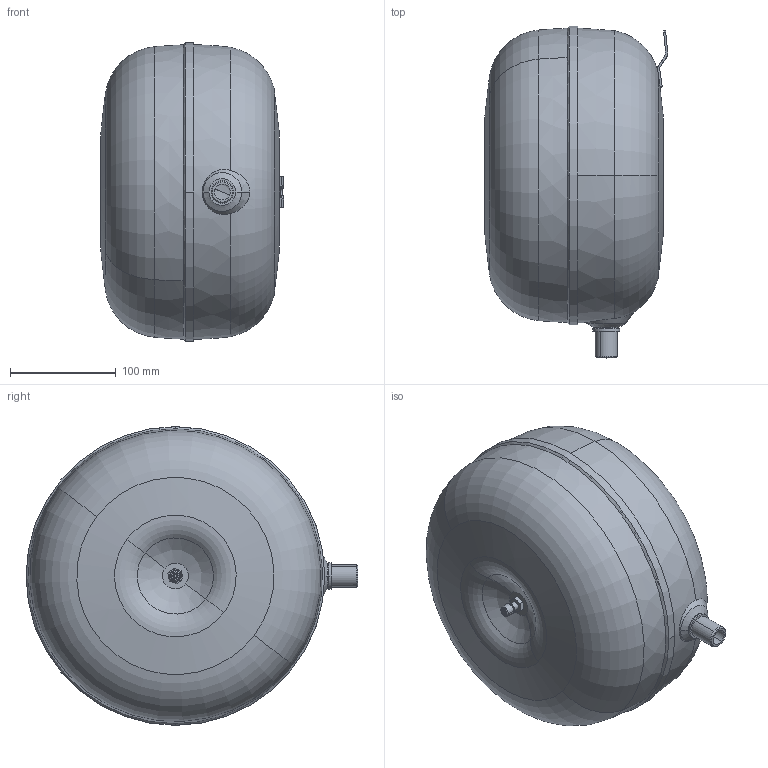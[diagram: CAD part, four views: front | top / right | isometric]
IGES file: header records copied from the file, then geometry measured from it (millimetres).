
Global section: file name: No Iges File Name specified; native system: Autodesk Inventor 2009; preprocessor: AutoDesk Inventor Iges Exporter R2009; author: CADJOBServer; date: 20100202.101834; units: millimetre
Bounding box: 173.13 x 313.6 x 282.2 mm (x, y, z)
Volume: 466396.4 mm3; surface area: 455091.6 mm2
Topology: 1 solids, 4 shells, 240 faces, 609 edges, 394 vertices
Faces by surface type: revolution 58, plane 47, bspline 41, cone 36, torus 32, cylinder 24, sphere 2
